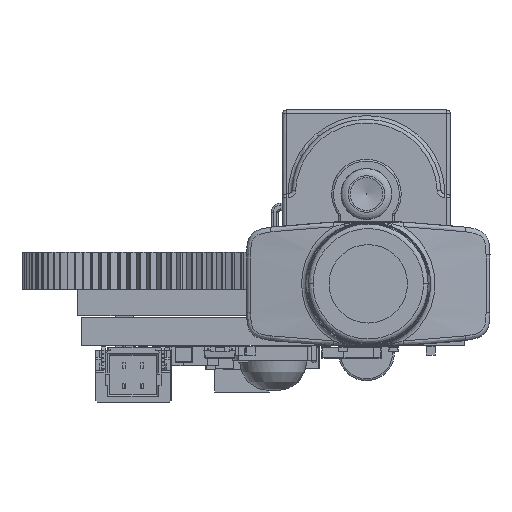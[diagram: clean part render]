
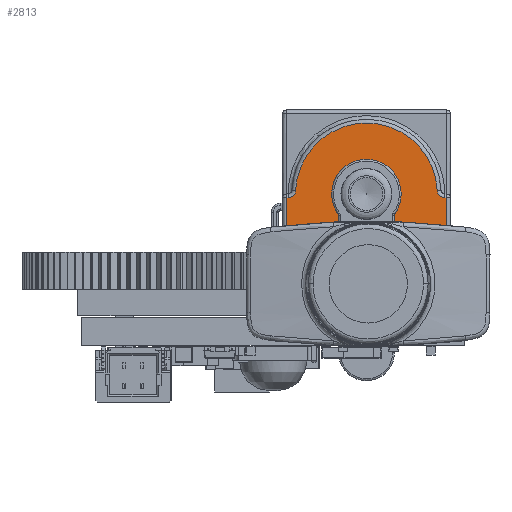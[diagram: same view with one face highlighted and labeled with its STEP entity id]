
A CAD part, left-side view. The second image highlights one B-rep face of the part: STEP entity #2813.
In plain terms, the highlighted face is planar.
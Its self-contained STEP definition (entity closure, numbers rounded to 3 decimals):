
#2813 = ADVANCED_FACE('',(#2814),#2883,.F.);
#2814 = FACE_BOUND('',#2815,.T.);
#2815 = EDGE_LOOP('',(#2816,#2827,#2836,#2845,#2853,#2861,#2869,#2877));
#2816 = ORIENTED_EDGE('',*,*,#2817,.F.);
#2817 = EDGE_CURVE('',#2818,#2820,#2822,.T.);
#2818 = VERTEX_POINT('',#2819);
#2819 = CARTESIAN_POINT('',(6.15,0.181,-3.796));
#2820 = VERTEX_POINT('',#2821);
#2821 = CARTESIAN_POINT('',(6.15,-0.2,-4.195));
#2822 = CIRCLE('',#2823,0.4);
#2823 = AXIS2_PLACEMENT_3D('',#2824,#2825,#2826);
#2824 = CARTESIAN_POINT('',(6.15,0.2,-4.195));
#2825 = DIRECTION('',(1.,0.,0.));
#2826 = DIRECTION('',(0.,-1.,0.));
#2827 = ORIENTED_EDGE('',*,*,#2828,.T.);
#2828 = EDGE_CURVE('',#2818,#2829,#2831,.T.);
#2829 = VERTEX_POINT('',#2830);
#2830 = CARTESIAN_POINT('',(6.15,0.181,3.796));
#2831 = CIRCLE('',#2832,3.8);
#2832 = AXIS2_PLACEMENT_3D('',#2833,#2834,#2835);
#2833 = CARTESIAN_POINT('',(6.15,0.,0.));
#2834 = DIRECTION('',(1.,0.,0.));
#2835 = DIRECTION('',(0.,-1.,0.));
#2836 = ORIENTED_EDGE('',*,*,#2837,.F.);
#2837 = EDGE_CURVE('',#2838,#2829,#2840,.T.);
#2838 = VERTEX_POINT('',#2839);
#2839 = CARTESIAN_POINT('',(6.15,-0.2,4.195));
#2840 = CIRCLE('',#2841,0.4);
#2841 = AXIS2_PLACEMENT_3D('',#2842,#2843,#2844);
#2842 = CARTESIAN_POINT('',(6.15,0.2,4.195));
#2843 = DIRECTION('',(1.,0.,0.));
#2844 = DIRECTION('',(0.,-1.,0.));
#2845 = ORIENTED_EDGE('',*,*,#2846,.T.);
#2846 = EDGE_CURVE('',#2838,#2847,#2849,.T.);
#2847 = VERTEX_POINT('',#2848);
#2848 = CARTESIAN_POINT('',(6.15,-0.2,4.3));
#2849 = LINE('',#2850,#2851);
#2850 = CARTESIAN_POINT('',(6.15,-0.2,4.5));
#2851 = VECTOR('',#2852,1.);
#2852 = DIRECTION('',(0.,0.,1.));
#2853 = ORIENTED_EDGE('',*,*,#2854,.T.);
#2854 = EDGE_CURVE('',#2847,#2855,#2857,.T.);
#2855 = VERTEX_POINT('',#2856);
#2856 = CARTESIAN_POINT('',(6.15,-6.3,4.3));
#2857 = LINE('',#2858,#2859);
#2858 = CARTESIAN_POINT('',(6.15,0.,4.3));
#2859 = VECTOR('',#2860,1.);
#2860 = DIRECTION('',(0.,-1.,0.));
#2861 = ORIENTED_EDGE('',*,*,#2862,.T.);
#2862 = EDGE_CURVE('',#2855,#2863,#2865,.T.);
#2863 = VERTEX_POINT('',#2864);
#2864 = CARTESIAN_POINT('',(6.15,-6.3,-4.3));
#2865 = LINE('',#2866,#2867);
#2866 = CARTESIAN_POINT('',(6.15,-6.3,4.5));
#2867 = VECTOR('',#2868,1.);
#2868 = DIRECTION('',(0.,0.,-1.));
#2869 = ORIENTED_EDGE('',*,*,#2870,.T.);
#2870 = EDGE_CURVE('',#2863,#2871,#2873,.T.);
#2871 = VERTEX_POINT('',#2872);
#2872 = CARTESIAN_POINT('',(6.15,-0.2,-4.3));
#2873 = LINE('',#2874,#2875);
#2874 = CARTESIAN_POINT('',(6.15,0.,-4.3));
#2875 = VECTOR('',#2876,1.);
#2876 = DIRECTION('',(0.,1.,0.));
#2877 = ORIENTED_EDGE('',*,*,#2878,.T.);
#2878 = EDGE_CURVE('',#2871,#2820,#2879,.T.);
#2879 = LINE('',#2880,#2881);
#2880 = CARTESIAN_POINT('',(6.15,-0.2,4.5));
#2881 = VECTOR('',#2882,1.);
#2882 = DIRECTION('',(0.,0.,1.));
#2883 = PLANE('',#2884);
#2884 = AXIS2_PLACEMENT_3D('',#2885,#2886,#2887);
#2885 = CARTESIAN_POINT('',(6.15,0.,4.5));
#2886 = DIRECTION('',(-1.,0.,0.));
#2887 = DIRECTION('',(0.,-1.,0.));
